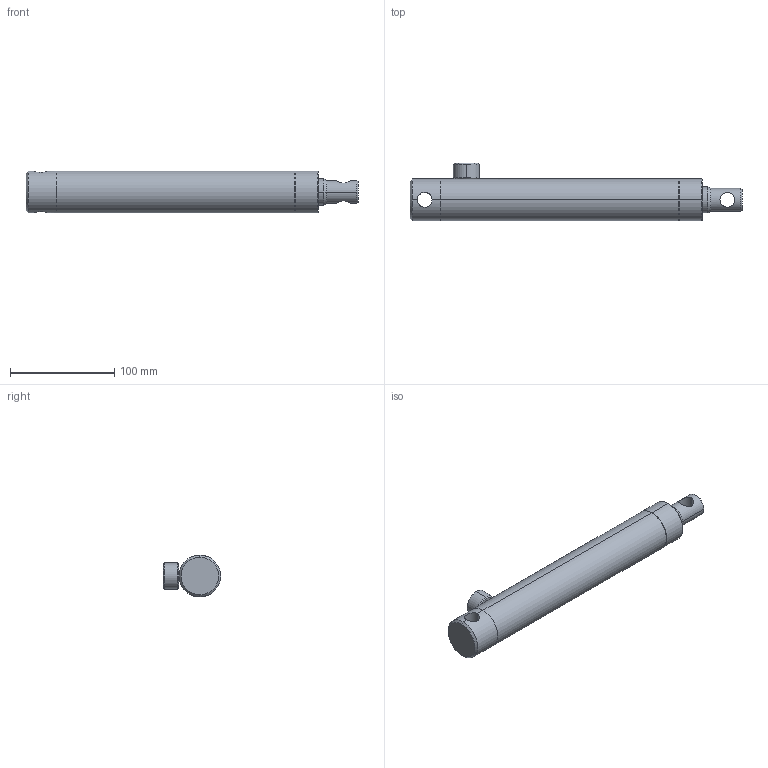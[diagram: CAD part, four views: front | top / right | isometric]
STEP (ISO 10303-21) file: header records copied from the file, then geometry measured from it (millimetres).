
FILE_DESCRIPTION (( 'STEP AP203' ), '1' );
FILE_NAME ('625-2.STEP', '2014-07-11T08:25:19', ( '' ), ( '' ), 'SwSTEP 2.0', 'SolidWorks 2014', '' );
FILE_SCHEMA (( 'CONFIG_CONTROL_DESIGN' ));
Length unit declared in the file: millimetre
Products named in the file (6): AL38; D625^625-2; Boden^625-2; Rohr^625-2; 625-2; Stange^625-2
Assembly tree (5 placements, depth 2):
  625-2
    Rohr^625-2
    Stange^625-2
    AL38
    D625^625-2
    Boden^625-2
Bounding box: 318 x 55 x 40 mm (x, y, z)
Volume: 298414.5 mm3; surface area: 96044.8 mm2
Topology: 5 solids, 5 shells, 69 faces, 142 edges, 84 vertices
Faces by surface type: cylinder 30, cone 26, plane 13
Entity records: 2920 total; most frequent: CARTESIAN_POINT 779, DIRECTION 356, ORIENTED_EDGE 284, AXIS2_PLACEMENT_3D 149, EDGE_CURVE 142, VERTEX_POINT 84, EDGE_LOOP 82, CIRCLE 72
